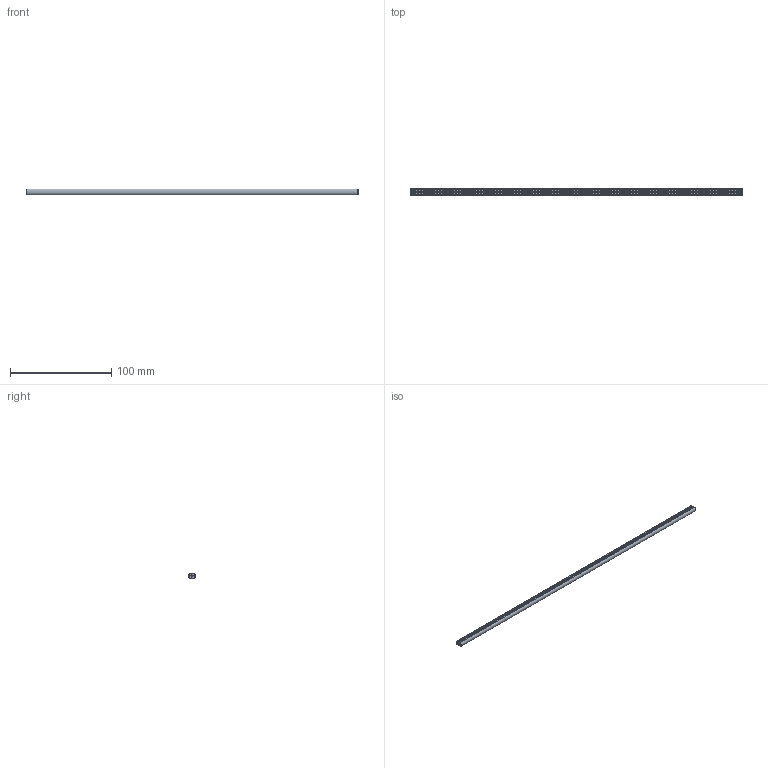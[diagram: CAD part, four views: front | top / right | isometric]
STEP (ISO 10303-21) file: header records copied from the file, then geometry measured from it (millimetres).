
FILE_DESCRIPTION(('FreeCAD Model'),'2;1');
FILE_NAME('Open CASCADE Shape Model','2024-06-18T17:36:03',(''),(''), 'Open CASCADE STEP processor 7.6','FreeCAD','Unknown');
FILE_SCHEMA(('AUTOMOTIVE_DESIGN { 1 0 10303 214 1 1 1 1 }'));
Length unit declared in the file: millimetre
Products named in the file (1): Shaft IDX BU26.25 - SPN-SFT-0225 (stemfie.org)
Bounding box: 328.12 x 6.6 x 5 mm (x, y, z)
Volume: 7489.9 mm3; surface area: 9410 mm2
Topology: 1 solids, 1 shells, 1006 faces, 3139 edges, 1950 vertices
Faces by surface type: cylinder 318, plane 314, cone 214, extrusion 160
Full cylindrical faces by diameter (mm): 2 x316
Entity records: 36031 total; most frequent: CARTESIAN_POINT 7056, ORIENTED_EDGE 6278, DIRECTION 5959, EDGE_CURVE 3139, AXIS2_PLACEMENT_3D 2133, VERTEX_POINT 1950, VECTOR 1693, LINE 1533
